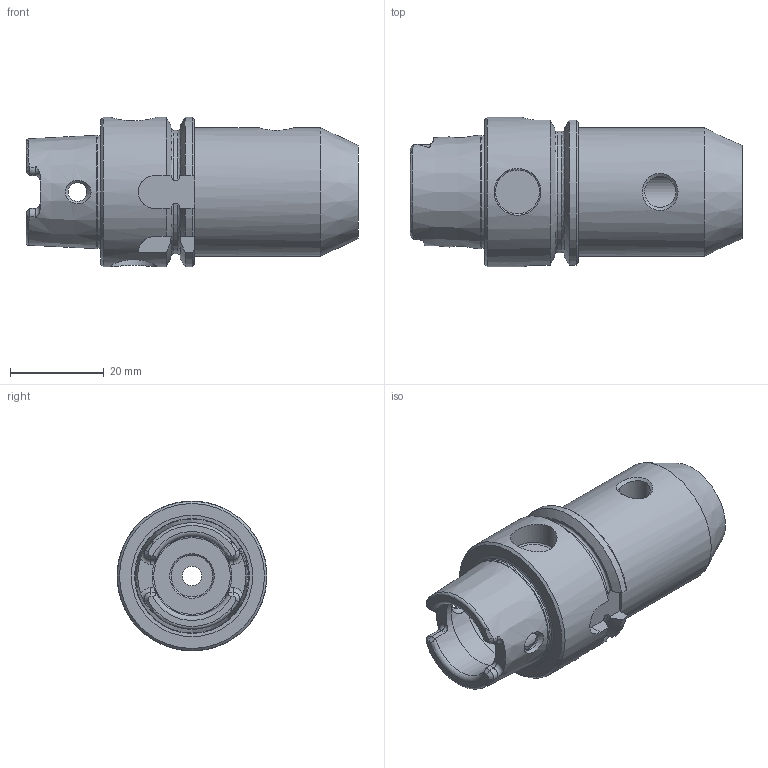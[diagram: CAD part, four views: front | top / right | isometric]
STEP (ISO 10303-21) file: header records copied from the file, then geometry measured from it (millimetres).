
FILE_DESCRIPTION( ( 'Unknown' ), '1' );
FILE_NAME( '253230820-A.stp', 'Unknown', ( 'Unknown' ), ( 'Unknown' ), 'PSStep 15.0.49', 'Unknown', ' ' );
FILE_SCHEMA( ( 'AUTOMOTIVE_DESIGN { 1 0 10303 214 1 1 1 1 }' ) );
Length unit declared in the file: millimetre
Products named in the file (1): 1
Bounding box: 71 x 32 x 32 mm (x, y, z)
Volume: 31311 mm3; surface area: 10695.8 mm2
Topology: 1 solids, 1 shells, 134 faces, 359 edges, 227 vertices
Faces by surface type: plane 52, cylinder 35, cone 26, torus 20, bspline 1
Full cylindrical faces by diameter (mm): 4 x2, 4.2 x1, 6.647 x1, 8 x1, 8.5 x1, 8.917 x1, 10 x2, 11 x1, 17 x2, 20.5 x1, 24.129 x1, 27.5 x1, 32 x1
Entity records: 5859 total; most frequent: CARTESIAN_POINT 1766, DIRECTION 602, ORIENTED_EDGE 600, EDGE_CURVE 300, AXIS2_PLACEMENT_3D 249, VERTEX_POINT 210, EDGE_LOOP 183, FACE_OUTER_BOUND 159
